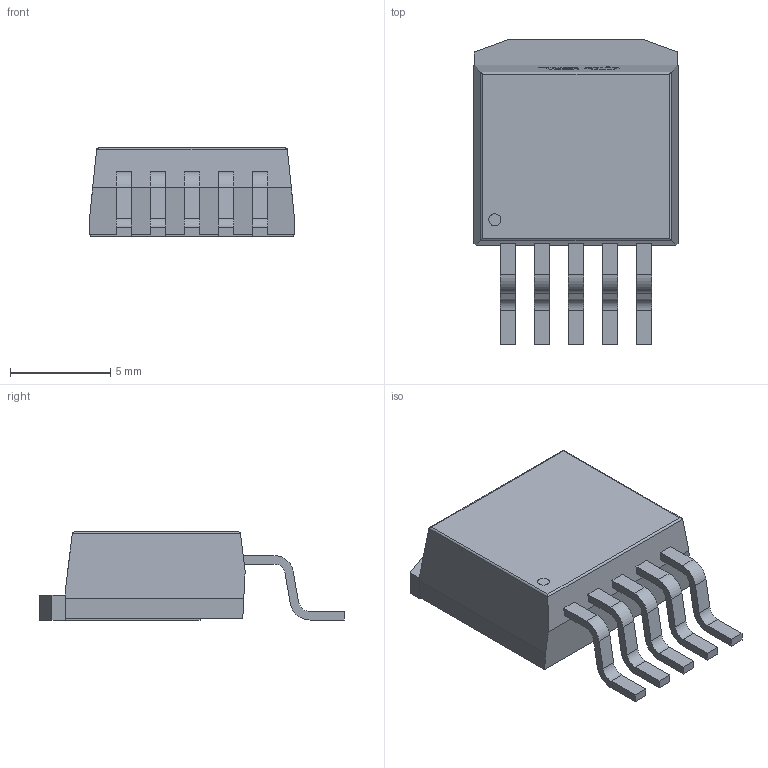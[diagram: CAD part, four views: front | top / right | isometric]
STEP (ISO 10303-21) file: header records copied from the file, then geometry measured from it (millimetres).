
FILE_DESCRIPTION (( 'STEP AP214' ), '1' );
FILE_NAME ('TO-263-5_L10.2-W9.0-P1.70-TL-LS15.2.step', '2022-08-01T13:07:35', ( '' ), ( '' ), 'SwSTEP 2.0', 'SolidWorks 2020', '' );
FILE_SCHEMA (( 'AUTOMOTIVE_DESIGN' ));
Length unit declared in the file: millimetre
Products named in the file (1): TO-263-5_L10.2-W9.0-P1.70-TL-LS15.2
Bounding box: 10.2 x 15.2 x 4.4 mm (x, y, z)
Volume: 405.5 mm3; surface area: 440.8 mm2
Topology: 1 solids, 1 shells, 322 faces, 885 edges, 590 vertices
Faces by surface type: plane 198, bspline 98, cylinder 26
Entity records: 14241 total; most frequent: CARTESIAN_POINT 3128, ORIENTED_EDGE 1770, DIRECTION 1171, EDGE_CURVE 885, LINE 633, VECTOR 633, VERTEX_POINT 590, EDGE_LOOP 347
